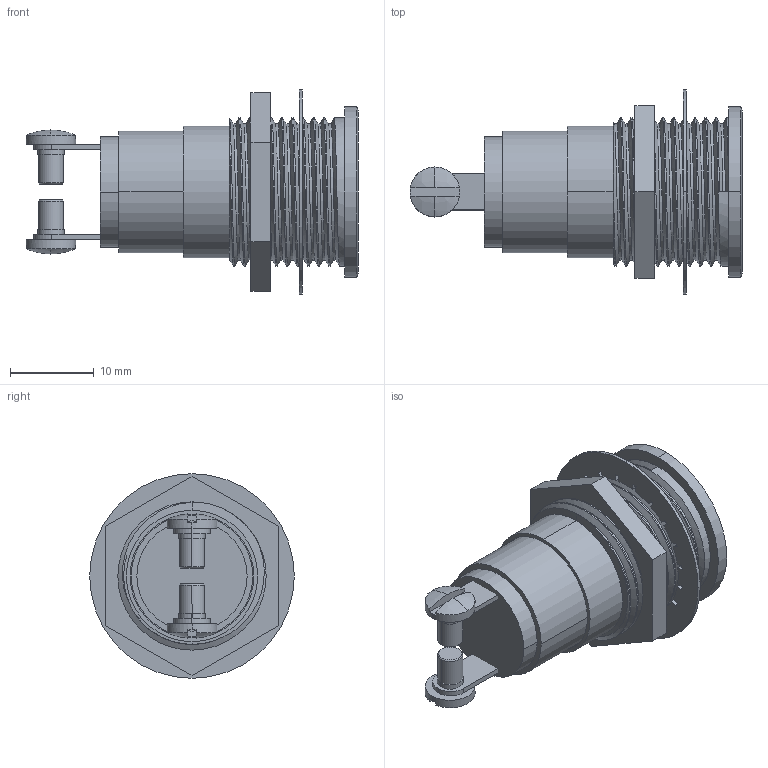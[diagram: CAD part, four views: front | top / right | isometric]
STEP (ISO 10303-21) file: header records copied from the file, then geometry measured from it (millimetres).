
FILE_DESCRIPTION (( 'STEP AP203' ), '1' );
FILE_NAME ('9305x.STEP', '2016-12-23T23:50:59', ( '' ), ( '' ), 'SwSTEP 2.0', 'SolidWorks 2016', '' );
FILE_SCHEMA (( 'CONFIG_CONTROL_DESIGN' ));
Length unit declared in the file: inch
Products named in the file (7): SCREW PH 4-40_1875; 903-078-0xx; 905-034-xxx; 9305x; 889-034-xxx_889-034-01X; 891-016-001; 913-039-XXX
Assembly tree (8 placements, depth 2):
  9305x
    889-034-xxx_889-034-01X
    891-016-001
    913-039-XXX  x2
    SCREW PH 4-40_1875  x2
    903-078-0xx
    905-034-xxx
Bounding box: 39.76 x 24.51 x 24.51 mm (x, y, z)
Volume: 6876.3 mm3; surface area: 5722.9 mm2
Topology: 8 solids, 8 shells, 220 faces, 564 edges, 367 vertices
Faces by surface type: cylinder 109, plane 92, cone 8, sphere 8, bspline 3
Entity records: 8070 total; most frequent: CARTESIAN_POINT 2782, DIRECTION 960, ORIENTED_EDGE 950, EDGE_CURVE 475, AXIS2_PLACEMENT_3D 349, VERTEX_POINT 311, LINE 262, VECTOR 262
